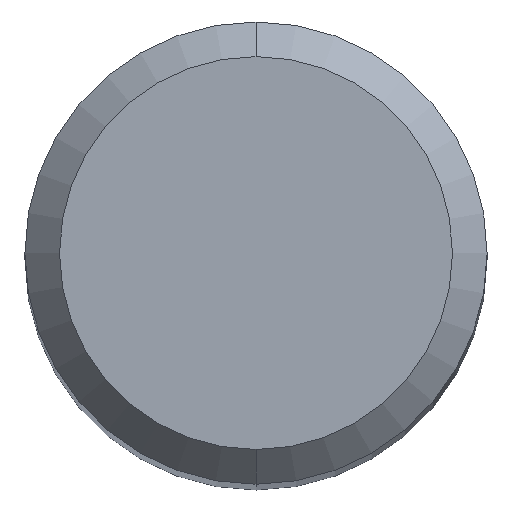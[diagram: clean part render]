
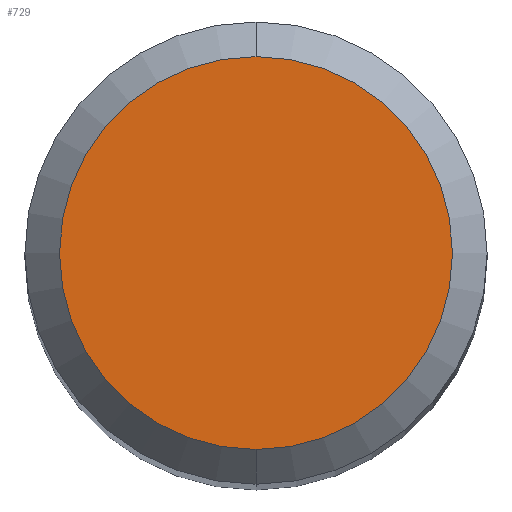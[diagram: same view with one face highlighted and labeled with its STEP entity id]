
A CAD part, top view. The second image highlights one B-rep face of the part: STEP entity #729.
In plain terms, the highlighted planar face has unit normal (0, 0, 1).
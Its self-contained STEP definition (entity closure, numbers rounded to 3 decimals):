
#579=VERTEX_POINT('',#1287);
#585=VERTEX_POINT('',#1294);
#631=EDGE_CURVE('',#579,#585,#1344,.T.);
#729=ADVANCED_FACE('',(#1446),#1447,.T.);
#989=EDGE_CURVE('',#585,#579,#1730,.T.);
#1287=CARTESIAN_POINT('',(0.,-1.7,0.0));
#1294=CARTESIAN_POINT('',(0.0,1.7,0.0));
#1344=CIRCLE('',#2911,1.7);
#1446=FACE_OUTER_BOUND('',#3277,.T.);
#1447=PLANE('',#3278);
#1730=CIRCLE('',#4185,1.7);
#2911=AXIS2_PLACEMENT_3D('',#4763,#4764,#4765);
#3277=EDGE_LOOP('',(#4835,#4836));
#3278=AXIS2_PLACEMENT_3D('',#4837,#4838,#4839);
#4185=AXIS2_PLACEMENT_3D('',#5084,#5085,#5086);
#4763=CARTESIAN_POINT('',(0.0,0.0,0.0));
#4764=DIRECTION('',(0.0,0.0,-1.0));
#4765=DIRECTION('',(0.0,1.0,0.0));
#4835=ORIENTED_EDGE('',*,*,#989,.F.);
#4836=ORIENTED_EDGE('',*,*,#631,.F.);
#4837=CARTESIAN_POINT('',(0.0,0.85,0.0));
#4838=DIRECTION('',(-0.0,0.0,1.0));
#4839=DIRECTION('',(0.0,-1.0,0.0));
#5084=CARTESIAN_POINT('',(0.0,0.0,0.0));
#5085=DIRECTION('',(0.0,0.0,-1.0));
#5086=DIRECTION('',(0.0,1.0,0.0));
